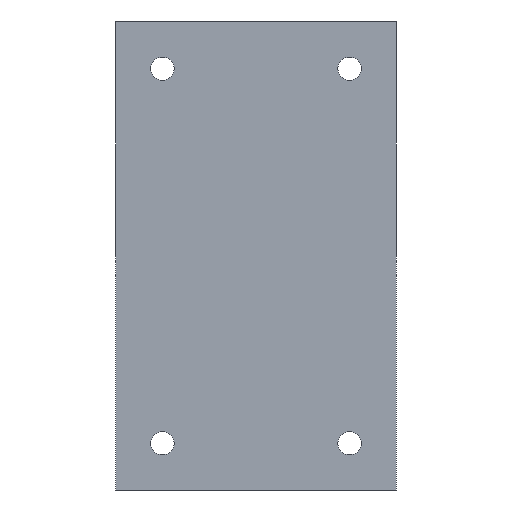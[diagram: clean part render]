
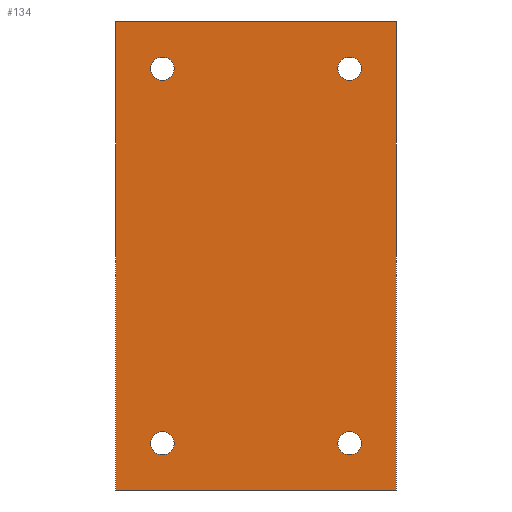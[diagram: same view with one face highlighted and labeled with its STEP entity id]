
A CAD part, left-side view. The second image highlights one B-rep face of the part: STEP entity #134.
In plain terms, the highlighted planar face has unit normal (-1, 0, 0).
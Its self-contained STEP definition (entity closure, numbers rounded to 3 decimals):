
#9 = FACE_BOUND ( 'NONE', #902, .T. ) ;
#14 = EDGE_CURVE ( 'NONE', #370, #662, #364, .T. ) ;
#22 = DIRECTION ( 'NONE',  ( 0., -1., 0. ) ) ;
#26 = PLANE ( 'NONE',  #559 ) ;
#32 = CARTESIAN_POINT ( 'NONE',  ( 0., -20., -42.5 ) ) ;
#50 = CARTESIAN_POINT ( 'NONE',  ( 0., -30., -50. ) ) ;
#62 = EDGE_LOOP ( 'NONE', ( #398, #366 ) ) ;
#70 = LINE ( 'NONE', #659, #759 ) ;
#73 = DIRECTION ( 'NONE',  ( 0., 1., 0. ) ) ;
#79 = AXIS2_PLACEMENT_3D ( 'NONE', #864, #866, #223 ) ;
#101 = DIRECTION ( 'NONE',  ( 1., 0., 0. ) ) ;
#103 = EDGE_LOOP ( 'NONE', ( #180, #596 ) ) ;
#104 = CARTESIAN_POINT ( 'NONE',  ( 0., -20., -40. ) ) ;
#107 = LINE ( 'NONE', #794, #747 ) ;
#124 = VERTEX_POINT ( 'NONE', #395 ) ;
#134 = ADVANCED_FACE ( 'NONE', ( #534, #378, #514, #9, #620 ), #26, .T. ) ;
#159 = CARTESIAN_POINT ( 'NONE',  ( 0., 20., -37.5 ) ) ;
#163 = CIRCLE ( 'NONE', #695, 2.5 ) ;
#165 = AXIS2_PLACEMENT_3D ( 'NONE', #888, #751, #467 ) ;
#180 = ORIENTED_EDGE ( 'NONE', *, *, #653, .T. ) ;
#190 = DIRECTION ( 'NONE',  ( 1., 0., 0. ) ) ;
#221 = CARTESIAN_POINT ( 'NONE',  ( 0., -30., 50. ) ) ;
#223 = DIRECTION ( 'NONE',  ( 0., 0., 1. ) ) ;
#241 = CIRCLE ( 'NONE', #438, 2.5 ) ;
#252 = VECTOR ( 'NONE', #73, 1000. ) ;
#256 = CARTESIAN_POINT ( 'NONE',  ( 0., 20., 40. ) ) ;
#281 = AXIS2_PLACEMENT_3D ( 'NONE', #104, #754, #383 ) ;
#286 = ORIENTED_EDGE ( 'NONE', *, *, #576, .T. ) ;
#313 = DIRECTION ( 'NONE',  ( -1., 0., 0. ) ) ;
#323 = EDGE_LOOP ( 'NONE', ( #835, #915, #808, #571 ) ) ;
#335 = VECTOR ( 'NONE', #22, 1000. ) ;
#337 = DIRECTION ( 'NONE',  ( 1., 0., 0. ) ) ;
#340 = AXIS2_PLACEMENT_3D ( 'NONE', #689, #483, #554 ) ;
#364 = CIRCLE ( 'NONE', #165, 2.5 ) ;
#366 = ORIENTED_EDGE ( 'NONE', *, *, #14, .T. ) ;
#370 = VERTEX_POINT ( 'NONE', #843 ) ;
#378 = FACE_BOUND ( 'NONE', #728, .T. ) ;
#383 = DIRECTION ( 'NONE',  ( 0., 0., 1. ) ) ;
#386 = ORIENTED_EDGE ( 'NONE', *, *, #599, .T. ) ;
#391 = CIRCLE ( 'NONE', #740, 2.5 ) ;
#395 = CARTESIAN_POINT ( 'NONE',  ( 0., 20., -42.5 ) ) ;
#398 = ORIENTED_EDGE ( 'NONE', *, *, #455, .T. ) ;
#408 = VERTEX_POINT ( 'NONE', #159 ) ;
#412 = CARTESIAN_POINT ( 'NONE',  ( 0., -20., -40. ) ) ;
#414 = VERTEX_POINT ( 'NONE', #803 ) ;
#438 = AXIS2_PLACEMENT_3D ( 'NONE', #412, #844, #488 ) ;
#446 = LINE ( 'NONE', #720, #252 ) ;
#455 = EDGE_CURVE ( 'NONE', #662, #370, #564, .T. ) ;
#467 = DIRECTION ( 'NONE',  ( 0., 0., 1. ) ) ;
#469 = VERTEX_POINT ( 'NONE', #221 ) ;
#471 = EDGE_CURVE ( 'NONE', #603, #414, #446, .T. ) ;
#476 = VERTEX_POINT ( 'NONE', #787 ) ;
#483 = DIRECTION ( 'NONE',  ( 1., 0., 0. ) ) ;
#488 = DIRECTION ( 'NONE',  ( 0., 0., 1. ) ) ;
#514 = FACE_BOUND ( 'NONE', #62, .T. ) ;
#518 = EDGE_CURVE ( 'NONE', #414, #919, #70, .T. ) ;
#526 = EDGE_CURVE ( 'NONE', #469, #603, #107, .T. ) ;
#534 = FACE_BOUND ( 'NONE', #103, .T. ) ;
#540 = CARTESIAN_POINT ( 'NONE',  ( 0., 0., 0. ) ) ;
#554 = DIRECTION ( 'NONE',  ( 0., 0., 1. ) ) ;
#557 = DIRECTION ( 'NONE',  ( 0., 0., 1. ) ) ;
#559 = AXIS2_PLACEMENT_3D ( 'NONE', #540, #313, #815 ) ;
#564 = CIRCLE ( 'NONE', #79, 2.5 ) ;
#569 = EDGE_CURVE ( 'NONE', #640, #624, #241, .T. ) ;
#571 = ORIENTED_EDGE ( 'NONE', *, *, #518, .F. ) ;
#576 = EDGE_CURVE ( 'NONE', #577, #476, #704, .T. ) ;
#577 = VERTEX_POINT ( 'NONE', #696 ) ;
#596 = ORIENTED_EDGE ( 'NONE', *, *, #820, .T. ) ;
#599 = EDGE_CURVE ( 'NONE', #476, #577, #391, .T. ) ;
#603 = VERTEX_POINT ( 'NONE', #50 ) ;
#620 = FACE_OUTER_BOUND ( 'NONE', #323, .T. ) ;
#622 = CARTESIAN_POINT ( 'NONE',  ( 0., 20., 40. ) ) ;
#624 = VERTEX_POINT ( 'NONE', #32 ) ;
#640 = VERTEX_POINT ( 'NONE', #762 ) ;
#653 = EDGE_CURVE ( 'NONE', #124, #408, #850, .T. ) ;
#659 = CARTESIAN_POINT ( 'NONE',  ( 0., 30., 50. ) ) ;
#661 = DIRECTION ( 'NONE',  ( 0., 0., 1. ) ) ;
#662 = VERTEX_POINT ( 'NONE', #702 ) ;
#689 = CARTESIAN_POINT ( 'NONE',  ( 0., 20., -40. ) ) ;
#695 = AXIS2_PLACEMENT_3D ( 'NONE', #749, #101, #819 ) ;
#696 = CARTESIAN_POINT ( 'NONE',  ( 0., 20., 42.5 ) ) ;
#702 = CARTESIAN_POINT ( 'NONE',  ( 0., -20., 37.5 ) ) ;
#704 = CIRCLE ( 'NONE', #862, 2.5 ) ;
#720 = CARTESIAN_POINT ( 'NONE',  ( 0., -30., -50. ) ) ;
#728 = EDGE_LOOP ( 'NONE', ( #767, #854 ) ) ;
#730 = EDGE_CURVE ( 'NONE', #919, #469, #876, .T. ) ;
#740 = AXIS2_PLACEMENT_3D ( 'NONE', #256, #190, #832 ) ;
#747 = VECTOR ( 'NONE', #928, 1000. ) ;
#749 = CARTESIAN_POINT ( 'NONE',  ( 0., 20., -40. ) ) ;
#751 = DIRECTION ( 'NONE',  ( 1., 0., 0. ) ) ;
#754 = DIRECTION ( 'NONE',  ( 1., 0., 0. ) ) ;
#759 = VECTOR ( 'NONE', #661, 1000. ) ;
#762 = CARTESIAN_POINT ( 'NONE',  ( 0., -20., -37.5 ) ) ;
#767 = ORIENTED_EDGE ( 'NONE', *, *, #781, .T. ) ;
#781 = EDGE_CURVE ( 'NONE', #624, #640, #924, .T. ) ;
#787 = CARTESIAN_POINT ( 'NONE',  ( 0., 20., 37.5 ) ) ;
#794 = CARTESIAN_POINT ( 'NONE',  ( 0., -30., 50. ) ) ;
#803 = CARTESIAN_POINT ( 'NONE',  ( 0., 30., -50. ) ) ;
#808 = ORIENTED_EDGE ( 'NONE', *, *, #730, .F. ) ;
#815 = DIRECTION ( 'NONE',  ( 0., 0., 1. ) ) ;
#816 = CARTESIAN_POINT ( 'NONE',  ( 0., -30., 50. ) ) ;
#819 = DIRECTION ( 'NONE',  ( 0., 0., 1. ) ) ;
#820 = EDGE_CURVE ( 'NONE', #408, #124, #163, .T. ) ;
#828 = CARTESIAN_POINT ( 'NONE',  ( 0., 30., 50. ) ) ;
#832 = DIRECTION ( 'NONE',  ( 0., 0., 1. ) ) ;
#835 = ORIENTED_EDGE ( 'NONE', *, *, #471, .F. ) ;
#843 = CARTESIAN_POINT ( 'NONE',  ( 0., -20., 42.5 ) ) ;
#844 = DIRECTION ( 'NONE',  ( 1., 0., 0. ) ) ;
#850 = CIRCLE ( 'NONE', #340, 2.5 ) ;
#854 = ORIENTED_EDGE ( 'NONE', *, *, #569, .T. ) ;
#862 = AXIS2_PLACEMENT_3D ( 'NONE', #622, #337, #557 ) ;
#864 = CARTESIAN_POINT ( 'NONE',  ( 0., -20., 40. ) ) ;
#866 = DIRECTION ( 'NONE',  ( 1., 0., 0. ) ) ;
#876 = LINE ( 'NONE', #816, #335 ) ;
#888 = CARTESIAN_POINT ( 'NONE',  ( 0., -20., 40. ) ) ;
#902 = EDGE_LOOP ( 'NONE', ( #386, #286 ) ) ;
#915 = ORIENTED_EDGE ( 'NONE', *, *, #526, .F. ) ;
#919 = VERTEX_POINT ( 'NONE', #828 ) ;
#924 = CIRCLE ( 'NONE', #281, 2.5 ) ;
#928 = DIRECTION ( 'NONE',  ( 0., 0., -1. ) ) ;
